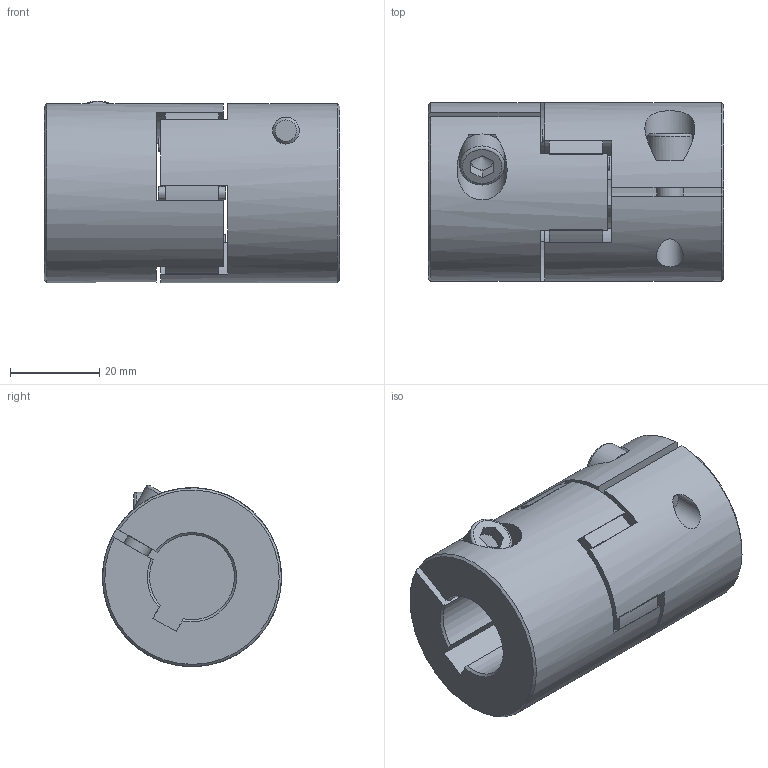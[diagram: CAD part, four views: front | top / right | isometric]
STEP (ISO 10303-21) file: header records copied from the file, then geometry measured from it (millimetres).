
FILE_DESCRIPTION(/* description */ ('STEP AP203'),/* implementation_level */ '2;1');
FILE_NAME(/* name */ 'KBE2-19-N14-N19',/* time_stamp */ '2023-06-19T13:47:45+02:00',/* author */ ('License CC BY-ND 4.0'),/* organization */ ('CADENAS'),/* preprocessor_version */ 'ST-DEVELOPER v19.3',/* originating_system */ 'PARTsolutions',/* authorisation */ ' ');
FILE_SCHEMA (('CONFIG_CONTROL_DESIGN'));
Length unit declared in the file: millimetre
Products named in the file (1): KBE2-19-N14-N19
Bounding box: 66 x 39.99 x 40.54 mm (x, y, z)
Volume: 65709.5 mm3; surface area: 19697.3 mm2
Topology: 1 solids, 1 shells, 134 faces, 384 edges, 242 vertices
Faces by surface type: cylinder 62, plane 60, cone 10, torus 2
Full cylindrical faces by diameter (mm): 3 x6, 6 x4, 10 x2
Entity records: 5342 total; most frequent: CARTESIAN_POINT 835, DIRECTION 792, ORIENTED_EDGE 716, EDGE_CURVE 358, AXIS2_PLACEMENT_3D 315, VERTEX_POINT 236, CIRCLE 180, FACE_BOUND 168
